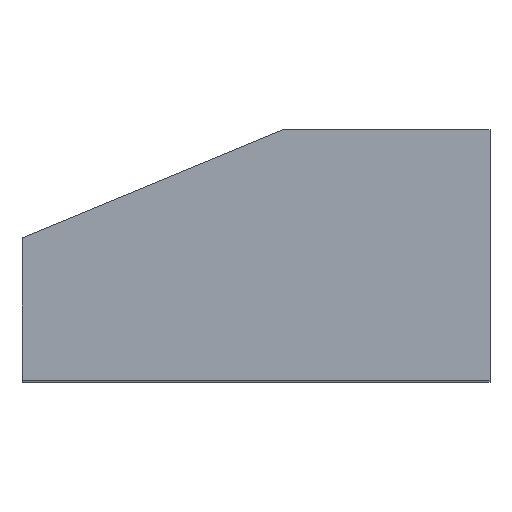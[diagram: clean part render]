
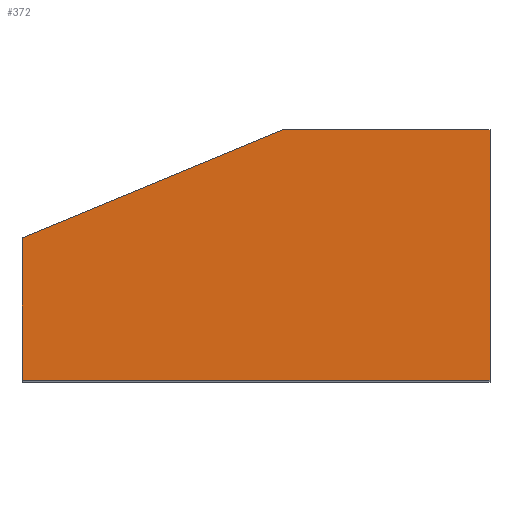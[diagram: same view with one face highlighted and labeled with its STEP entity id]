
A CAD part, top view. The second image highlights one B-rep face of the part: STEP entity #372.
In plain terms, the highlighted planar face has unit normal (0, 0, 1).
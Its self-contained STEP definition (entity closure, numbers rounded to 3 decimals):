
#29=PLANE('',#431);
#42=FACE_OUTER_BOUND('',#66,.T.);
#66=EDGE_LOOP('',(#299,#300,#301,#302,#303));
#87=LINE('',#615,#114);
#91=LINE('',#634,#118);
#92=LINE('',#637,#119);
#93=LINE('',#639,#120);
#94=LINE('',#640,#121);
#114=VECTOR('',#500,15.875);
#118=VECTOR('',#518,10.);
#119=VECTOR('',#521,26.318);
#120=VECTOR('',#522,14.075);
#121=VECTOR('',#523,11.651);
#175=VERTEX_POINT('',#612);
#176=VERTEX_POINT('',#614);
#184=VERTEX_POINT('',#632);
#185=VERTEX_POINT('',#636);
#186=VERTEX_POINT('',#638);
#220=EDGE_CURVE('',#176,#175,#87,.T.);
#230=EDGE_CURVE('',#184,#175,#91,.T.);
#231=EDGE_CURVE('',#184,#185,#92,.T.);
#232=EDGE_CURVE('',#185,#186,#93,.T.);
#233=EDGE_CURVE('',#186,#176,#94,.T.);
#299=ORIENTED_EDGE('',*,*,#230,.F.);
#300=ORIENTED_EDGE('',*,*,#231,.T.);
#301=ORIENTED_EDGE('',*,*,#232,.T.);
#302=ORIENTED_EDGE('',*,*,#233,.T.);
#303=ORIENTED_EDGE('',*,*,#220,.T.);
#372=ADVANCED_FACE('',(#42),#29,.T.);
#431=AXIS2_PLACEMENT_3D('',#635,#519,#520);
#500=DIRECTION('',(-0.924,-0.383,0.));
#518=DIRECTION('',(0.,1.,0.));
#519=DIRECTION('center_axis',(0.,0.,1.));
#520=DIRECTION('ref_axis',(1.,0.,0.));
#521=DIRECTION('',(1.,0.,0.));
#522=DIRECTION('',(0.,1.,0.));
#523=DIRECTION('',(-1.,0.,0.));
#612=CARTESIAN_POINT('',(118.281,8.,32.5));
#614=CARTESIAN_POINT('',(132.947,14.075,32.5));
#615=CARTESIAN_POINT('',(132.947,14.075,32.5));
#632=CARTESIAN_POINT('',(118.281,0.,32.5));
#634=CARTESIAN_POINT('',(118.281,2.,32.5));
#635=CARTESIAN_POINT('Origin',(0.,0.,32.5));
#636=CARTESIAN_POINT('',(144.598,0.,32.5));
#637=CARTESIAN_POINT('',(118.281,0.,32.5));
#638=CARTESIAN_POINT('',(144.598,14.075,32.5));
#639=CARTESIAN_POINT('',(144.598,0.,32.5));
#640=CARTESIAN_POINT('',(144.598,14.075,32.5));
